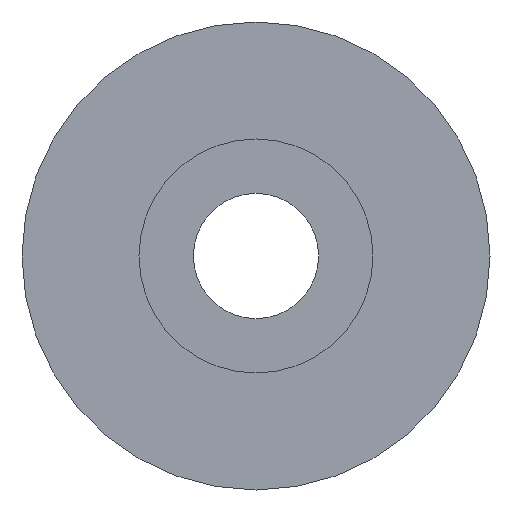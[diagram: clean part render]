
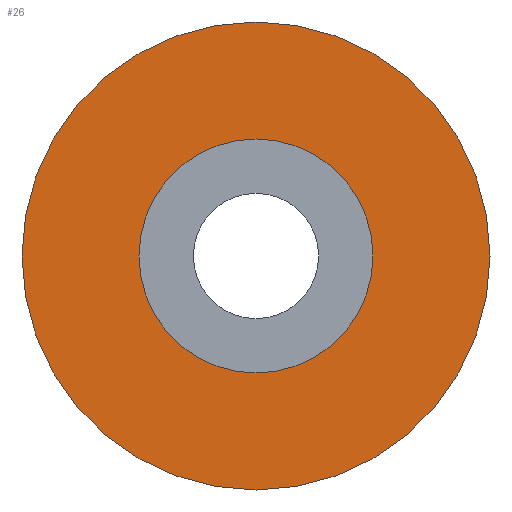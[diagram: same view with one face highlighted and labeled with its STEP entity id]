
A CAD part, front view. The second image highlights one B-rep face of the part: STEP entity #26.
In plain terms, the highlighted planar face has unit normal (0, -1, 0).
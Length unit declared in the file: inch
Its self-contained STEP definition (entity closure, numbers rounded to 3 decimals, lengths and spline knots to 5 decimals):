
#6 = DIRECTION ( 'NONE',  ( 0., -1., 0. ) ) ;
#10 = EDGE_LOOP ( 'NONE', ( #257, #31 ) ) ;
#11 = AXIS2_PLACEMENT_3D ( 'NONE', #267, #272, #330 ) ;
#14 = DIRECTION ( 'NONE',  ( 0., 0., -1. ) ) ;
#24 = DIRECTION ( 'NONE',  ( 0., 0., -1. ) ) ;
#26 = ADVANCED_FACE ( 'NONE', ( #233, #355 ), #270, .T. ) ;
#31 = ORIENTED_EDGE ( 'NONE', *, *, #363, .F. ) ;
#40 = CARTESIAN_POINT ( 'NONE',  ( 0., 0.3, 0. ) ) ;
#46 = CIRCLE ( 'NONE', #239, 0.12 ) ;
#65 = DIRECTION ( 'NONE',  ( 0., 0., -1. ) ) ;
#68 = ORIENTED_EDGE ( 'NONE', *, *, #134, .T. ) ;
#72 = CIRCLE ( 'NONE', #109, 0.24 ) ;
#83 = EDGE_CURVE ( 'NONE', #371, #201, #226, .T. ) ;
#84 = VERTEX_POINT ( 'NONE', #121 ) ;
#102 = DIRECTION ( 'NONE',  ( 0., -1., 0. ) ) ;
#109 = AXIS2_PLACEMENT_3D ( 'NONE', #153, #6, #339 ) ;
#121 = CARTESIAN_POINT ( 'NONE',  ( 0., 0.3, 0.12 ) ) ;
#134 = EDGE_CURVE ( 'NONE', #201, #371, #72, .T. ) ;
#138 = CARTESIAN_POINT ( 'NONE',  ( 0., 0.3, -0.12 ) ) ;
#142 = CARTESIAN_POINT ( 'NONE',  ( 0., 0.3, 0. ) ) ;
#153 = CARTESIAN_POINT ( 'NONE',  ( 0., 0.3, 0. ) ) ;
#166 = CIRCLE ( 'NONE', #306, 0.12 ) ;
#187 = CARTESIAN_POINT ( 'NONE',  ( 0., 0.3, 0. ) ) ;
#201 = VERTEX_POINT ( 'NONE', #242 ) ;
#224 = EDGE_CURVE ( 'NONE', #325, #84, #166, .T. ) ;
#226 = CIRCLE ( 'NONE', #280, 0.24 ) ;
#233 = FACE_OUTER_BOUND ( 'NONE', #346, .T. ) ;
#239 = AXIS2_PLACEMENT_3D ( 'NONE', #142, #258, #24 ) ;
#242 = CARTESIAN_POINT ( 'NONE',  ( 0., 0.3, 0.24 ) ) ;
#257 = ORIENTED_EDGE ( 'NONE', *, *, #224, .F. ) ;
#258 = DIRECTION ( 'NONE',  ( 0., -1., 0. ) ) ;
#267 = CARTESIAN_POINT ( 'NONE',  ( 0., 0.3, -0.12 ) ) ;
#270 = PLANE ( 'NONE',  #11 ) ;
#272 = DIRECTION ( 'NONE',  ( 0., -1., 0. ) ) ;
#273 = DIRECTION ( 'NONE',  ( 0., -1., 0. ) ) ;
#280 = AXIS2_PLACEMENT_3D ( 'NONE', #40, #273, #65 ) ;
#306 = AXIS2_PLACEMENT_3D ( 'NONE', #187, #102, #14 ) ;
#325 = VERTEX_POINT ( 'NONE', #138 ) ;
#330 = DIRECTION ( 'NONE',  ( 0., 0., -1. ) ) ;
#339 = DIRECTION ( 'NONE',  ( 0., 0., -1. ) ) ;
#346 = EDGE_LOOP ( 'NONE', ( #349, #68 ) ) ;
#349 = ORIENTED_EDGE ( 'NONE', *, *, #83, .T. ) ;
#355 = FACE_BOUND ( 'NONE', #10, .T. ) ;
#363 = EDGE_CURVE ( 'NONE', #84, #325, #46, .T. ) ;
#371 = VERTEX_POINT ( 'NONE', #374 ) ;
#374 = CARTESIAN_POINT ( 'NONE',  ( 0., 0.3, -0.24 ) ) ;
